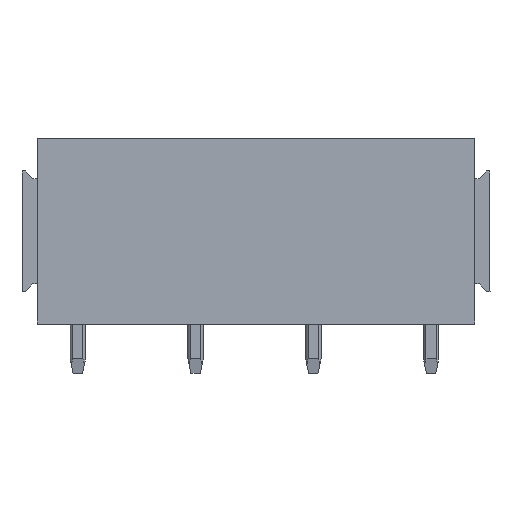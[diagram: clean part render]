
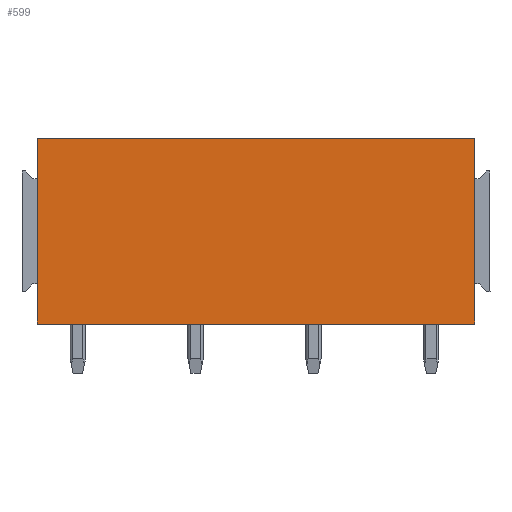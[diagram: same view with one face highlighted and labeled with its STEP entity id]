
A CAD part, front view. The second image highlights one B-rep face of the part: STEP entity #599.
In plain terms, the highlighted planar face has unit normal (0, -1, 0).
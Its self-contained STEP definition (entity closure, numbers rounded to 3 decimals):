
#572=AXIS2_PLACEMENT_3D('Plane Axis2P3D',#569,#570,#571) ;
#40=CARTESIAN_POINT('Vertex',(29.28,0.,15.2)) ;
#56=CARTESIAN_POINT('Vertex',(1.,0.,15.2)) ;
#59=CARTESIAN_POINT('Line Origine',(15.14,0.,15.2)) ;
#569=CARTESIAN_POINT('Axis2P3D Location',(1.,0.,15.2)) ;
#574=CARTESIAN_POINT('Line Origine',(29.28,0.,9.2)) ;
#578=CARTESIAN_POINT('Vertex',(29.28,0.,3.2)) ;
#581=CARTESIAN_POINT('Line Origine',(1.,0.,9.2)) ;
#585=CARTESIAN_POINT('Vertex',(1.,0.,3.2)) ;
#588=CARTESIAN_POINT('Line Origine',(15.14,0.,3.2)) ;
#60=DIRECTION('Vector Direction',(1.,0.,0.)) ;
#570=DIRECTION('Axis2P3D Direction',(0.,-1.,0.)) ;
#571=DIRECTION('Axis2P3D XDirection',(0.,0.,-1.)) ;
#575=DIRECTION('Vector Direction',(0.,0.,-1.)) ;
#582=DIRECTION('Vector Direction',(0.,0.,-1.)) ;
#589=DIRECTION('Vector Direction',(1.,0.,0.)) ;
#61=VECTOR('Line Direction',#60,1.) ;
#576=VECTOR('Line Direction',#575,1.) ;
#583=VECTOR('Line Direction',#582,1.) ;
#590=VECTOR('Line Direction',#589,1.) ;
#594=ORIENTED_EDGE('',*,*,#580,.T.) ;
#595=ORIENTED_EDGE('',*,*,#63,.F.) ;
#596=ORIENTED_EDGE('',*,*,#587,.F.) ;
#597=ORIENTED_EDGE('',*,*,#592,.T.) ;
#599=ADVANCED_FACE('HOUSING',(#598),#573,.T.) ;
#63=EDGE_CURVE('',#57,#41,#62,.T.) ;
#580=EDGE_CURVE('',#579,#41,#577,.F.) ;
#587=EDGE_CURVE('',#586,#57,#584,.F.) ;
#592=EDGE_CURVE('',#586,#579,#591,.T.) ;
#593=EDGE_LOOP('',(#594,#595,#596,#597)) ;
#598=FACE_OUTER_BOUND('',#593,.T.) ;
#62=LINE('Line',#59,#61) ;
#577=LINE('Line',#574,#576) ;
#584=LINE('Line',#581,#583) ;
#591=LINE('Line',#588,#590) ;
#573=PLANE('',#572) ;
#41=VERTEX_POINT('',#40) ;
#57=VERTEX_POINT('',#56) ;
#579=VERTEX_POINT('',#578) ;
#586=VERTEX_POINT('',#585) ;
